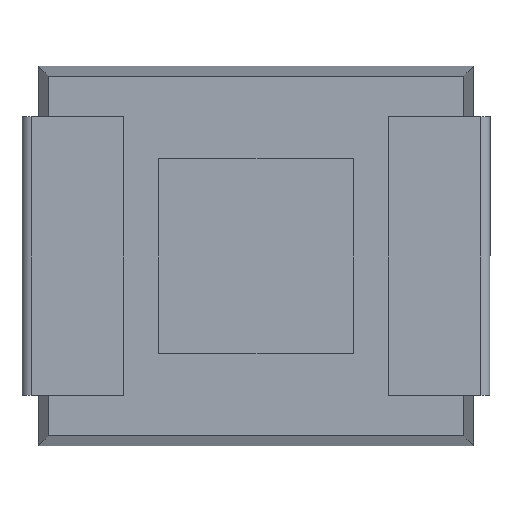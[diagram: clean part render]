
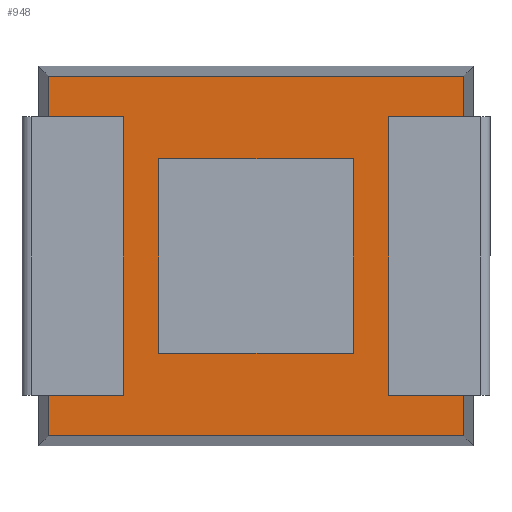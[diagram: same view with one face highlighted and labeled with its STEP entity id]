
A CAD part, front view. The second image highlights one B-rep face of the part: STEP entity #948.
In plain terms, the highlighted planar face has unit normal (0, -1, 0).
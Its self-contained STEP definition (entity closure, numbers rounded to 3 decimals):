
#245=VERTEX_POINT('',#1415);
#246=VERTEX_POINT('',#1416);
#247=VERTEX_POINT('',#1418);
#248=VERTEX_POINT('',#1420);
#249=VERTEX_POINT('',#1423);
#250=VERTEX_POINT('',#1424);
#251=VERTEX_POINT('',#1426);
#252=VERTEX_POINT('',#1428);
#341=VECTOR('',#1174,1.);
#342=VECTOR('',#1175,1.);
#343=VECTOR('',#1176,1.);
#344=VECTOR('',#1177,1.);
#345=VECTOR('',#1178,1.);
#346=VECTOR('',#1179,1.);
#347=VECTOR('',#1180,1.);
#348=VECTOR('',#1181,1.);
#445=LINE('',#1414,#341);
#446=LINE('',#1417,#342);
#447=LINE('',#1419,#343);
#448=LINE('',#1421,#344);
#449=LINE('',#1422,#345);
#450=LINE('',#1425,#346);
#451=LINE('',#1427,#347);
#452=LINE('',#1429,#348);
#559=EDGE_CURVE('',#245,#246,#445,.T.);
#560=EDGE_CURVE('',#247,#245,#446,.T.);
#561=EDGE_CURVE('',#248,#247,#447,.T.);
#562=EDGE_CURVE('',#246,#248,#448,.T.);
#563=EDGE_CURVE('',#249,#250,#449,.T.);
#564=EDGE_CURVE('',#251,#249,#450,.T.);
#565=EDGE_CURVE('',#252,#251,#451,.T.);
#566=EDGE_CURVE('',#250,#252,#452,.T.);
#763=ORIENTED_EDGE('',*,*,#559,.F.);
#764=ORIENTED_EDGE('',*,*,#560,.F.);
#765=ORIENTED_EDGE('',*,*,#561,.F.);
#766=ORIENTED_EDGE('',*,*,#562,.F.);
#767=ORIENTED_EDGE('',*,*,#563,.F.);
#768=ORIENTED_EDGE('',*,*,#564,.F.);
#769=ORIENTED_EDGE('',*,*,#565,.F.);
#770=ORIENTED_EDGE('',*,*,#566,.F.);
#849=EDGE_LOOP('',(#763,#764,#765,#766));
#850=EDGE_LOOP('',(#767,#768,#769,#770));
#899=FACE_BOUND('',#849,.T.);
#900=FACE_BOUND('',#850,.T.);
#948=ADVANCED_FACE('',(#899,#900),#1504,.T.);
#1008=AXIS2_PLACEMENT_3D('',#1413,#1173,$);
#1173=DIRECTION('',(0.,-1.,0.));
#1174=DIRECTION('',(0.,0.,1.));
#1175=DIRECTION('',(-1.,0.,0.));
#1176=DIRECTION('',(0.,0.,-1.));
#1177=DIRECTION('',(1.,0.,0.));
#1178=DIRECTION('',(-1.,0.,0.));
#1179=DIRECTION('',(0.,0.,1.));
#1180=DIRECTION('',(1.,0.,0.));
#1181=DIRECTION('',(0.,0.,-1.));
#1413=CARTESIAN_POINT('',(0.,0.,0.));
#1414=CARTESIAN_POINT('',(0.079,0.,0.));
#1415=CARTESIAN_POINT('',(0.079,0.,-2.921));
#1416=CARTESIAN_POINT('',(0.079,0.,-0.079));
#1417=CARTESIAN_POINT('',(0.,0.,-2.921));
#1418=CARTESIAN_POINT('',(3.361,0.,-2.921));
#1419=CARTESIAN_POINT('',(3.361,0.,0.));
#1420=CARTESIAN_POINT('',(3.361,0.,-0.079));
#1421=CARTESIAN_POINT('',(0.,0.,-0.079));
#1422=CARTESIAN_POINT('',(0.95,0.,-0.73));
#1423=CARTESIAN_POINT('',(2.49,0.,-0.73));
#1424=CARTESIAN_POINT('',(0.95,0.,-0.73));
#1425=CARTESIAN_POINT('',(2.49,0.,-0.73));
#1426=CARTESIAN_POINT('',(2.49,0.,-2.27));
#1427=CARTESIAN_POINT('',(0.95,0.,-2.27));
#1428=CARTESIAN_POINT('',(0.95,0.,-2.27));
#1429=CARTESIAN_POINT('',(0.95,0.,-0.73));
#1504=PLANE('',#1008);
